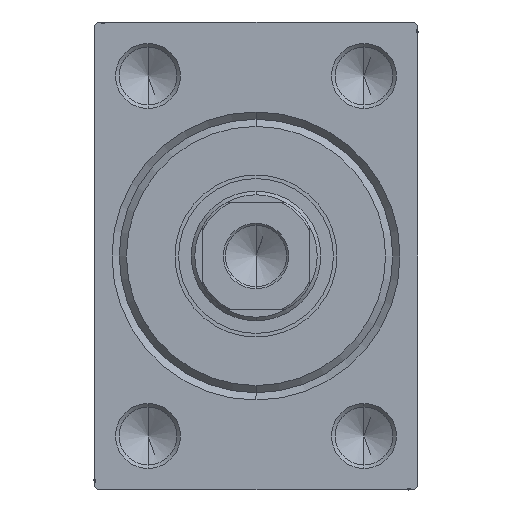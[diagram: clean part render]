
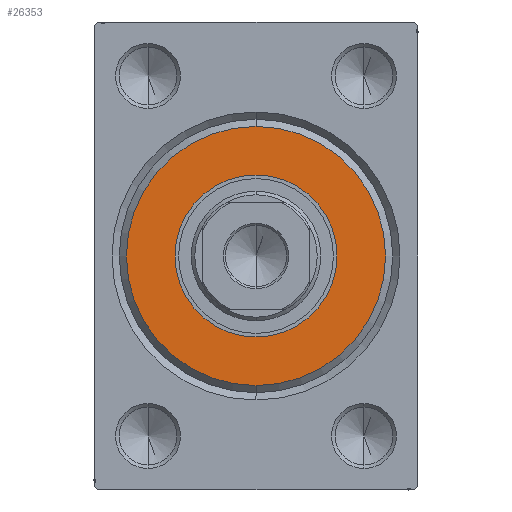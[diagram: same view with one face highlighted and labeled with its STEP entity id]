
A CAD part, left-side view. The second image highlights one B-rep face of the part: STEP entity #26353.
In plain terms, the highlighted face is planar.
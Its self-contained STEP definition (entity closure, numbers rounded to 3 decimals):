
#157 = ORIENTED_EDGE ( 'NONE', *, *, #4016, .F. ) ;
#296 = VERTEX_POINT ( 'NONE', #39093 ) ;
#606 = VERTEX_POINT ( 'NONE', #17655 ) ;
#1245 = AXIS2_PLACEMENT_3D ( 'NONE', #23511, #34877, #38518 ) ;
#2795 = DIRECTION ( 'NONE',  ( 0., 0., -1. ) ) ;
#3299 = ORIENTED_EDGE ( 'NONE', *, *, #5659, .T. ) ;
#3604 = DIRECTION ( 'NONE',  ( 1., 0., 0. ) ) ;
#4016 = EDGE_CURVE ( 'NONE', #27311, #296, #36496, .T. ) ;
#5527 = DIRECTION ( 'NONE',  ( 1., 0., 0. ) ) ;
#5659 = EDGE_CURVE ( 'NONE', #10429, #606, #14723, .T. ) ;
#5748 = DIRECTION ( 'NONE',  ( 1., 0., 0. ) ) ;
#5967 = DIRECTION ( 'NONE',  ( 0., 0., -1. ) ) ;
#6195 = PLANE ( 'NONE',  #44798 ) ;
#7050 = CIRCLE ( 'NONE', #20114, 11.25 ) ;
#8282 = EDGE_LOOP ( 'NONE', ( #157, #11038 ) ) ;
#9253 = CARTESIAN_POINT ( 'NONE',  ( 3., 0., 18. ) ) ;
#9611 = CARTESIAN_POINT ( 'NONE',  ( 3., 0., 0. ) ) ;
#10429 = VERTEX_POINT ( 'NONE', #9253 ) ;
#11038 = ORIENTED_EDGE ( 'NONE', *, *, #42319, .F. ) ;
#14723 = CIRCLE ( 'NONE', #23466, 18. ) ;
#16876 = AXIS2_PLACEMENT_3D ( 'NONE', #28176, #27954, #38210 ) ;
#17655 = CARTESIAN_POINT ( 'NONE',  ( 3., 0., -18. ) ) ;
#18641 = EDGE_LOOP ( 'NONE', ( #3299, #38887 ) ) ;
#20114 = AXIS2_PLACEMENT_3D ( 'NONE', #38177, #3604, #20870 ) ;
#20870 = DIRECTION ( 'NONE',  ( 0., 0., -1. ) ) ;
#23466 = AXIS2_PLACEMENT_3D ( 'NONE', #36233, #5748, #5967 ) ;
#23511 = CARTESIAN_POINT ( 'NONE',  ( 3., 0., 0. ) ) ;
#26353 = ADVANCED_FACE ( 'NONE', ( #40336, #40108 ), #6195, .T. ) ;
#27311 = VERTEX_POINT ( 'NONE', #35465 ) ;
#27954 = DIRECTION ( 'NONE',  ( 1., 0., 0. ) ) ;
#28176 = CARTESIAN_POINT ( 'NONE',  ( 3., 0., 0. ) ) ;
#32054 = EDGE_CURVE ( 'NONE', #606, #10429, #41940, .T. ) ;
#34877 = DIRECTION ( 'NONE',  ( 1., 0., 0. ) ) ;
#35465 = CARTESIAN_POINT ( 'NONE',  ( 3., 0., -11.25 ) ) ;
#36233 = CARTESIAN_POINT ( 'NONE',  ( 3., 0., 0. ) ) ;
#36496 = CIRCLE ( 'NONE', #16876, 11.25 ) ;
#38177 = CARTESIAN_POINT ( 'NONE',  ( 3., 0., 0. ) ) ;
#38210 = DIRECTION ( 'NONE',  ( 0., 0., -1. ) ) ;
#38518 = DIRECTION ( 'NONE',  ( 0., 0., -1. ) ) ;
#38887 = ORIENTED_EDGE ( 'NONE', *, *, #32054, .T. ) ;
#39093 = CARTESIAN_POINT ( 'NONE',  ( 3., 0., 11.25 ) ) ;
#40108 = FACE_BOUND ( 'NONE', #8282, .T. ) ;
#40336 = FACE_OUTER_BOUND ( 'NONE', #18641, .T. ) ;
#41940 = CIRCLE ( 'NONE', #1245, 18. ) ;
#42319 = EDGE_CURVE ( 'NONE', #296, #27311, #7050, .T. ) ;
#44798 = AXIS2_PLACEMENT_3D ( 'NONE', #9611, #5527, #2795 ) ;
